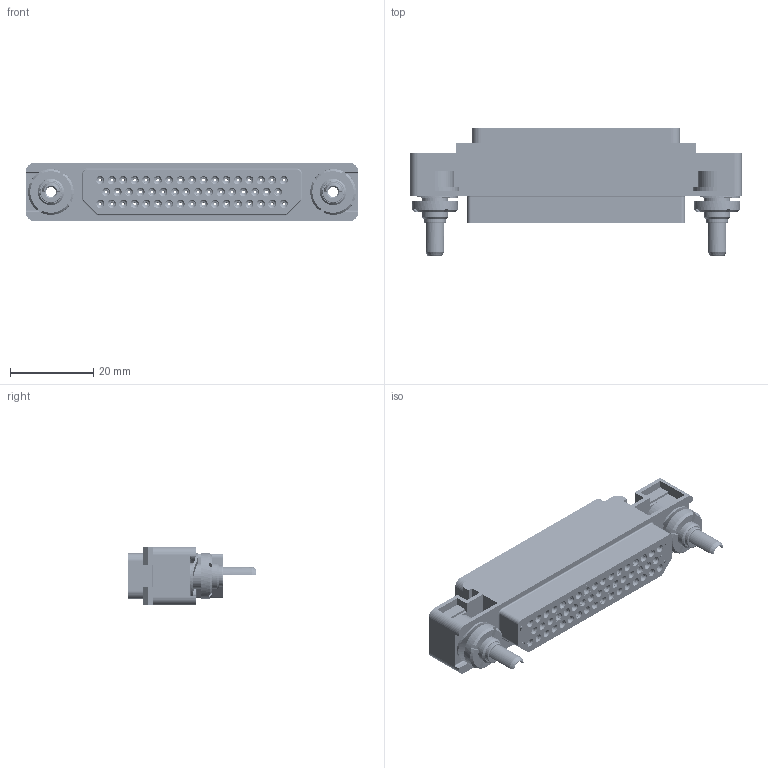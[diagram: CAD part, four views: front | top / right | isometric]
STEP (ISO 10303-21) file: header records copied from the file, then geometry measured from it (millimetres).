
FILE_DESCRIPTION((''),'2;1');
FILE_NAME('1900ND01S1B00A','2019-10-29T',('presta_be4'),(''),'CREO PARAMETRIC BY PTC INC, 2018360','CREO PARAMETRIC BY PTC INC, 2018360','');
FILE_SCHEMA(('CONFIG_CONTROL_DESIGN'));
Products named in the file (1): 1900ND01S1B00A
Bounding box: 80 x 30.77 x 14 mm (x, y, z)
Volume: 12719.7 mm3; surface area: 15778.3 mm2
Topology: 1 solids, 1 shells, 4737 faces, 11107 edges, 6698 vertices
Faces by surface type: plane 1727, cylinder 1180, torus 1132, cone 642, bspline 30, extrusion 26
Entity records: 141957 total; most frequent: CARTESIAN_POINT 29981, DIRECTION 25213, ORIENTED_EDGE 22206, EDGE_CURVE 11103, AXIS2_PLACEMENT_3D 9648, VERTEX_POINT 6698, VECTOR 5917, LINE 5891
